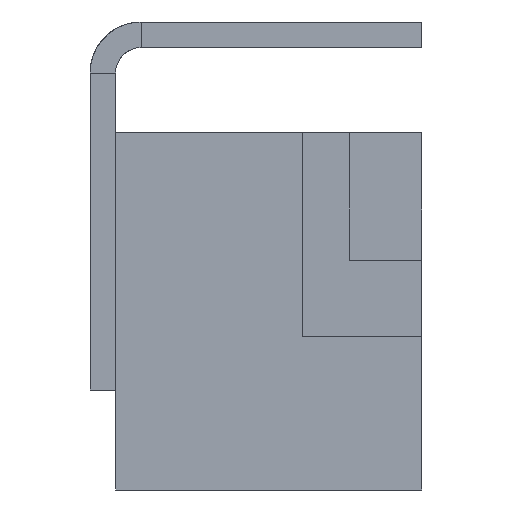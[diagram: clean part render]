
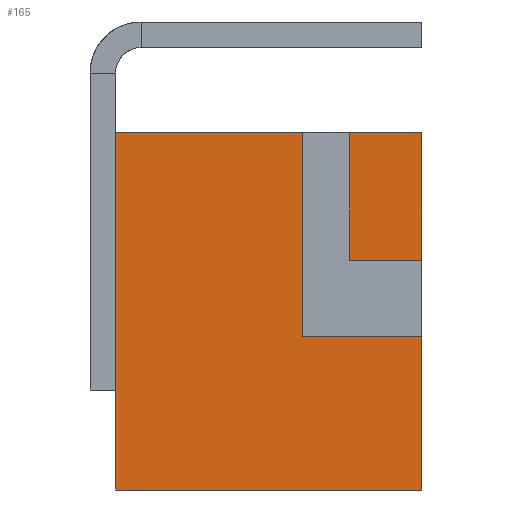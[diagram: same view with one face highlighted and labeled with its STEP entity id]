
A CAD part, left-side view. The second image highlights one B-rep face of the part: STEP entity #165.
In plain terms, the highlighted planar face has unit normal (-1, 0, 0).
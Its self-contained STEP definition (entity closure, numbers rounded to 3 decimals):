
#165=ADVANCED_FACE('',(#3685),#3687,.F.);
#3685=FACE_BOUND('',#3686,.T.);
#3686=EDGE_LOOP('',(#10228,#10229,#10230,#10231,#10232,#10233,#10234,#10235,#10236,
#10237));
#3687=PLANE('',#3688);
#3688=AXIS2_PLACEMENT_3D('',#3689,#3690,#3691);
#3689=CARTESIAN_POINT('',(-5.,-1.8,4.2));
#3690=DIRECTION('',(1.,0.,0.));
#3691=DIRECTION('',(0.,0.,-1.));
#10228=ORIENTED_EDGE('',*,*,#12309,.T.);
#10229=ORIENTED_EDGE('',*,*,#12310,.T.);
#10230=ORIENTED_EDGE('',*,*,#12311,.F.);
#10231=ORIENTED_EDGE('',*,*,#12312,.F.);
#10232=ORIENTED_EDGE('',*,*,#12285,.T.);
#10233=ORIENTED_EDGE('',*,*,#12313,.T.);
#10234=ORIENTED_EDGE('',*,*,#12314,.T.);
#10235=ORIENTED_EDGE('',*,*,#12315,.T.);
#10236=ORIENTED_EDGE('',*,*,#12316,.F.);
#10237=ORIENTED_EDGE('',*,*,#12317,.F.);
#12285=EDGE_CURVE('',#13357,#13355,#13358,.T.);
#12309=EDGE_CURVE('',#13400,#13401,#13402,.T.);
#12310=EDGE_CURVE('',#13401,#13403,#13404,.T.);
#12311=EDGE_CURVE('',#13405,#13403,#13406,.T.);
#12312=EDGE_CURVE('',#13357,#13405,#13407,.T.);
#12313=EDGE_CURVE('',#13355,#13408,#13409,.T.);
#12314=EDGE_CURVE('',#13408,#13410,#13411,.T.);
#12315=EDGE_CURVE('',#13410,#13412,#13413,.T.);
#12316=EDGE_CURVE('',#13414,#13412,#13415,.T.);
#12317=EDGE_CURVE('',#13400,#13414,#13416,.T.);
#13355=VERTEX_POINT('',#15143);
#13357=VERTEX_POINT('',#15147);
#13358=LINE('',#15148,#15149);
#13400=VERTEX_POINT('',#15238);
#13401=VERTEX_POINT('',#15239);
#13402=LINE('',#15240,#15241);
#13403=VERTEX_POINT('',#15243);
#13404=LINE('',#15244,#15245);
#13405=VERTEX_POINT('',#15247);
#13406=LINE('',#15248,#15249);
#13407=LINE('',#15251,#15252);
#13408=VERTEX_POINT('',#15254);
#13409=LINE('',#15255,#15256);
#13410=VERTEX_POINT('',#15258);
#13411=LINE('',#15259,#15260);
#13412=VERTEX_POINT('',#15262);
#13413=LINE('',#15263,#15264);
#13414=VERTEX_POINT('',#15266);
#13415=LINE('',#15267,#15268);
#13416=LINE('',#15270,#15271);
#15143=CARTESIAN_POINT('',(-5.,-0.4,4.2));
#15147=CARTESIAN_POINT('',(-5.,-0.4,1.8));
#15148=CARTESIAN_POINT('',(-5.,-0.4,1.8));
#15149=VECTOR('',#15150,1.);
#15150=DIRECTION('',(0.,0.,1.));
#15238=CARTESIAN_POINT('',(-5.,1.8,4.2));
#15239=CARTESIAN_POINT('',(-5.,1.8,0.));
#15240=CARTESIAN_POINT('',(-5.,1.8,4.2));
#15241=VECTOR('',#15242,1.);
#15242=DIRECTION('',(0.,0.,-1.));
#15243=CARTESIAN_POINT('',(-5.,-1.8,0.));
#15244=CARTESIAN_POINT('',(-5.,1.8,0.));
#15245=VECTOR('',#15246,1.);
#15246=DIRECTION('',(0.,-1.,0.));
#15247=CARTESIAN_POINT('',(-5.,-1.8,1.8));
#15248=CARTESIAN_POINT('',(-5.,-1.8,1.8));
#15249=VECTOR('',#15250,1.);
#15250=DIRECTION('',(0.,0.,-1.));
#15251=CARTESIAN_POINT('',(-5.,-0.4,1.8));
#15252=VECTOR('',#15253,1.);
#15253=DIRECTION('',(0.,-1.,0.));
#15254=CARTESIAN_POINT('',(-5.,-0.95,4.2));
#15255=CARTESIAN_POINT('',(-5.,-0.4,4.2));
#15256=VECTOR('',#15257,1.);
#15257=DIRECTION('',(0.,-1.,0.));
#15258=CARTESIAN_POINT('',(-5.,-0.95,2.7));
#15259=CARTESIAN_POINT('',(-5.,-0.95,4.2));
#15260=VECTOR('',#15261,1.);
#15261=DIRECTION('',(0.,0.,-1.));
#15262=CARTESIAN_POINT('',(-5.,-1.8,2.7));
#15263=CARTESIAN_POINT('',(-5.,-0.95,2.7));
#15264=VECTOR('',#15265,1.);
#15265=DIRECTION('',(0.,-1.,0.));
#15266=CARTESIAN_POINT('',(-5.,-1.8,4.2));
#15267=CARTESIAN_POINT('',(-5.,-1.8,4.2));
#15268=VECTOR('',#15269,1.);
#15269=DIRECTION('',(0.,0.,-1.));
#15270=CARTESIAN_POINT('',(-5.,1.8,4.2));
#15271=VECTOR('',#15272,1.);
#15272=DIRECTION('',(0.,-1.,0.));
